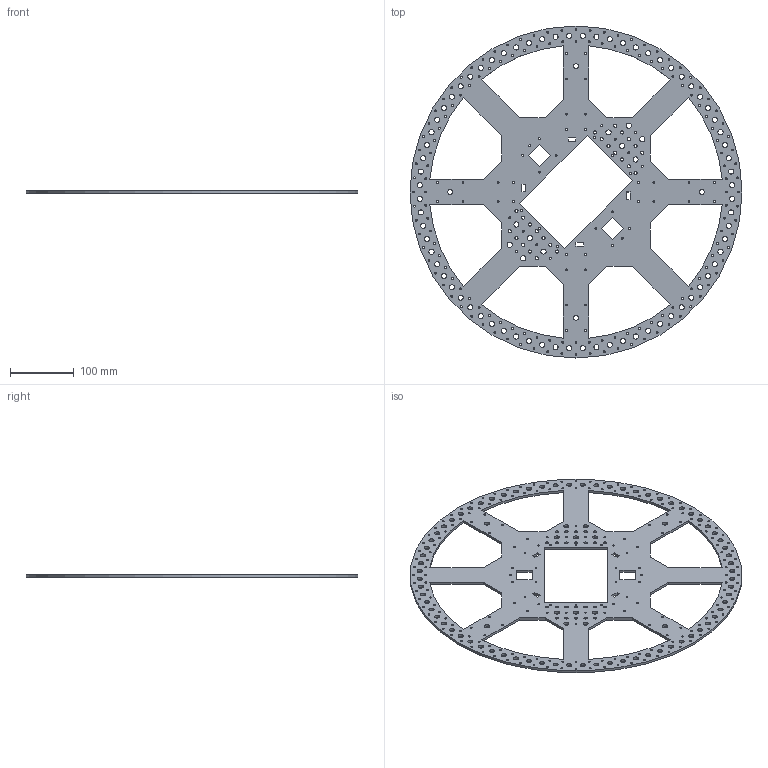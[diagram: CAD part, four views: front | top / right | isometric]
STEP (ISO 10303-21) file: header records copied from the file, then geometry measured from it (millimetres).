
FILE_DESCRIPTION(('FreeCAD Model'),'2;1');
FILE_NAME('Open CASCADE Shape Model','2025-08-28T21:44:14',(''),(''), 'Open CASCADE STEP processor 7.8','FreeCAD','Unknown');
FILE_SCHEMA(('AUTOMOTIVE_DESIGN { 1 0 10303 214 1 1 1 1 }'));
Length unit declared in the file: millimetre
Products named in the file (3): FloorFrame; LCS_Origin; Body
Assembly tree (2 placements, depth 2):
  FloorFrame
    LCS_Origin
    Body
Bounding box: 520 x 520 x 4 mm (x, y, z)
Volume: 444454.8 mm3; surface area: 262391.5 mm2
Topology: 1 solids, 1 shells, 384 faces, 1145 edges, 762 vertices
Faces by surface type: cylinder 322, plane 62
Full cylindrical faces by diameter (mm): 3 x203, 5 x24, 8 x86, 520 x1
Entity records: 14631 total; most frequent: DIRECTION 2563, CARTESIAN_POINT 2294, ORIENTED_EDGE 2292, EDGE_CURVE 1145, FACE_BOUND 1038, EDGE_LOOP 1038, AXIS2_PLACEMENT_3D 1031, VERTEX_POINT 762
